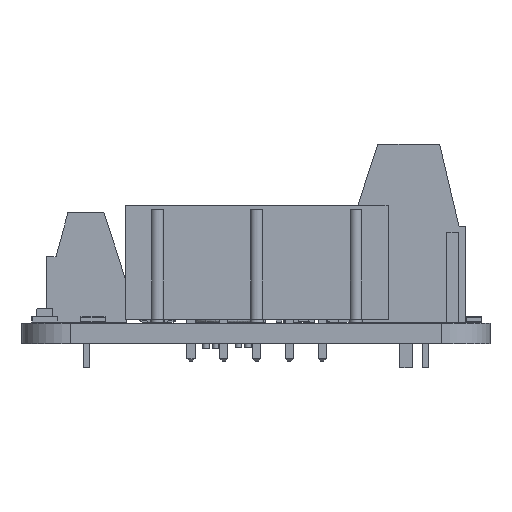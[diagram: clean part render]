
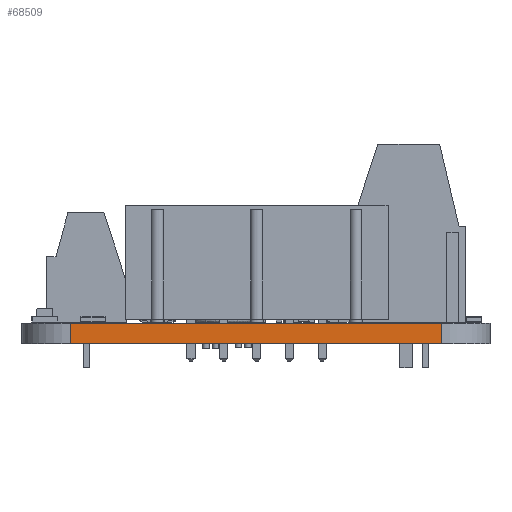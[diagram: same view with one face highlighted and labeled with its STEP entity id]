
A CAD part, left-side view. The second image highlights one B-rep face of the part: STEP entity #68509.
In plain terms, the highlighted planar face has unit normal (-1, 0, 0).
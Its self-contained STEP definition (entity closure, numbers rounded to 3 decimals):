
#64412 = CYLINDRICAL_SURFACE('',#64413,3.75);
#64413 = AXIS2_PLACEMENT_3D('',#64414,#64415,#64416);
#64414 = CARTESIAN_POINT('',(99.25,-67.75,0.));
#64415 = DIRECTION('',(-0.,-0.,-1.));
#64416 = DIRECTION('',(1.,0.,-0.));
#64440 = PLANE('',#64441);
#64441 = AXIS2_PLACEMENT_3D('',#64442,#64443,#64444);
#64442 = CARTESIAN_POINT('',(118.749,-53.375,1.6));
#64443 = DIRECTION('',(0.,0.,1.));
#64444 = DIRECTION('',(1.,0.,-0.));
#64494 = PLANE('',#64495);
#64495 = AXIS2_PLACEMENT_3D('',#64496,#64497,#64498);
#64496 = CARTESIAN_POINT('',(118.749,-53.375,0.));
#64497 = DIRECTION('',(0.,0.,1.));
#64498 = DIRECTION('',(1.,0.,-0.));
#64509 = EDGE_CURVE('',#64510,#64512,#64514,.T.);
#64510 = VERTEX_POINT('',#64511);
#64511 = CARTESIAN_POINT('',(95.5,-67.75,0.));
#64512 = VERTEX_POINT('',#64513);
#64513 = CARTESIAN_POINT('',(95.5,-67.75,1.6));
#64514 = SURFACE_CURVE('',#64515,(#64519,#64526),.PCURVE_S1.);
#64515 = LINE('',#64516,#64517);
#64516 = CARTESIAN_POINT('',(95.5,-67.75,0.));
#64517 = VECTOR('',#64518,1.);
#64518 = DIRECTION('',(0.,0.,1.));
#64519 = PCURVE('',#64412,#64520);
#64520 = DEFINITIONAL_REPRESENTATION('',(#64521),#64525);
#64521 = LINE('',#64522,#64523);
#64522 = CARTESIAN_POINT('',(-3.142,0.));
#64523 = VECTOR('',#64524,1.);
#64524 = DIRECTION('',(-0.,-1.));
#64525 = ( GEOMETRIC_REPRESENTATION_CONTEXT(2) 
PARAMETRIC_REPRESENTATION_CONTEXT() REPRESENTATION_CONTEXT('2D SPACE',''
  ) );
#64526 = PCURVE('',#64527,#64532);
#64527 = PLANE('',#64528);
#64528 = AXIS2_PLACEMENT_3D('',#64529,#64530,#64531);
#64529 = CARTESIAN_POINT('',(95.5,-39.,0.));
#64530 = DIRECTION('',(1.,0.,-0.));
#64531 = DIRECTION('',(0.,-1.,0.));
#64532 = DEFINITIONAL_REPRESENTATION('',(#64533),#64537);
#64533 = LINE('',#64534,#64535);
#64534 = CARTESIAN_POINT('',(28.75,0.));
#64535 = VECTOR('',#64536,1.);
#64536 = DIRECTION('',(0.,-1.));
#64537 = ( GEOMETRIC_REPRESENTATION_CONTEXT(2) 
PARAMETRIC_REPRESENTATION_CONTEXT() REPRESENTATION_CONTEXT('2D SPACE',''
  ) );
#64748 = VERTEX_POINT('',#64749);
#64749 = CARTESIAN_POINT('',(95.5,-39.,0.));
#64764 = CYLINDRICAL_SURFACE('',#64765,3.75);
#64765 = AXIS2_PLACEMENT_3D('',#64766,#64767,#64768);
#64766 = CARTESIAN_POINT('',(99.25,-39.,0.));
#64767 = DIRECTION('',(-0.,-0.,-1.));
#64768 = DIRECTION('',(1.,0.,-0.));
#64776 = EDGE_CURVE('',#64748,#64510,#64777,.T.);
#64777 = SURFACE_CURVE('',#64778,(#64782,#64789),.PCURVE_S1.);
#64778 = LINE('',#64779,#64780);
#64779 = CARTESIAN_POINT('',(95.5,-39.,0.));
#64780 = VECTOR('',#64781,1.);
#64781 = DIRECTION('',(0.,-1.,0.));
#64782 = PCURVE('',#64494,#64783);
#64783 = DEFINITIONAL_REPRESENTATION('',(#64784),#64788);
#64784 = LINE('',#64785,#64786);
#64785 = CARTESIAN_POINT('',(-23.249,14.375));
#64786 = VECTOR('',#64787,1.);
#64787 = DIRECTION('',(0.,-1.));
#64788 = ( GEOMETRIC_REPRESENTATION_CONTEXT(2) 
PARAMETRIC_REPRESENTATION_CONTEXT() REPRESENTATION_CONTEXT('2D SPACE',''
  ) );
#64789 = PCURVE('',#64527,#64790);
#64790 = DEFINITIONAL_REPRESENTATION('',(#64791),#64795);
#64791 = LINE('',#64792,#64793);
#64792 = CARTESIAN_POINT('',(0.,0.));
#64793 = VECTOR('',#64794,1.);
#64794 = DIRECTION('',(1.,0.));
#64795 = ( GEOMETRIC_REPRESENTATION_CONTEXT(2) 
PARAMETRIC_REPRESENTATION_CONTEXT() REPRESENTATION_CONTEXT('2D SPACE',''
  ) );
#66827 = VERTEX_POINT('',#66828);
#66828 = CARTESIAN_POINT('',(95.5,-39.,1.6));
#66850 = EDGE_CURVE('',#66827,#64512,#66851,.T.);
#66851 = SURFACE_CURVE('',#66852,(#66856,#66863),.PCURVE_S1.);
#66852 = LINE('',#66853,#66854);
#66853 = CARTESIAN_POINT('',(95.5,-39.,1.6));
#66854 = VECTOR('',#66855,1.);
#66855 = DIRECTION('',(0.,-1.,0.));
#66856 = PCURVE('',#64440,#66857);
#66857 = DEFINITIONAL_REPRESENTATION('',(#66858),#66862);
#66858 = LINE('',#66859,#66860);
#66859 = CARTESIAN_POINT('',(-23.249,14.375));
#66860 = VECTOR('',#66861,1.);
#66861 = DIRECTION('',(0.,-1.));
#66862 = ( GEOMETRIC_REPRESENTATION_CONTEXT(2) 
PARAMETRIC_REPRESENTATION_CONTEXT() REPRESENTATION_CONTEXT('2D SPACE',''
  ) );
#66863 = PCURVE('',#64527,#66864);
#66864 = DEFINITIONAL_REPRESENTATION('',(#66865),#66869);
#66865 = LINE('',#66866,#66867);
#66866 = CARTESIAN_POINT('',(0.,-1.6));
#66867 = VECTOR('',#66868,1.);
#66868 = DIRECTION('',(1.,0.));
#66869 = ( GEOMETRIC_REPRESENTATION_CONTEXT(2) 
PARAMETRIC_REPRESENTATION_CONTEXT() REPRESENTATION_CONTEXT('2D SPACE',''
  ) );
#68509 = ADVANCED_FACE('',(#68510),#64527,.F.);
#68510 = FACE_BOUND('',#68511,.F.);
#68511 = EDGE_LOOP('',(#68512,#68533,#68534,#68535));
#68512 = ORIENTED_EDGE('',*,*,#68513,.T.);
#68513 = EDGE_CURVE('',#64748,#66827,#68514,.T.);
#68514 = SURFACE_CURVE('',#68515,(#68519,#68526),.PCURVE_S1.);
#68515 = LINE('',#68516,#68517);
#68516 = CARTESIAN_POINT('',(95.5,-39.,0.));
#68517 = VECTOR('',#68518,1.);
#68518 = DIRECTION('',(0.,0.,1.));
#68519 = PCURVE('',#64527,#68520);
#68520 = DEFINITIONAL_REPRESENTATION('',(#68521),#68525);
#68521 = LINE('',#68522,#68523);
#68522 = CARTESIAN_POINT('',(0.,0.));
#68523 = VECTOR('',#68524,1.);
#68524 = DIRECTION('',(0.,-1.));
#68525 = ( GEOMETRIC_REPRESENTATION_CONTEXT(2) 
PARAMETRIC_REPRESENTATION_CONTEXT() REPRESENTATION_CONTEXT('2D SPACE',''
  ) );
#68526 = PCURVE('',#64764,#68527);
#68527 = DEFINITIONAL_REPRESENTATION('',(#68528),#68532);
#68528 = LINE('',#68529,#68530);
#68529 = CARTESIAN_POINT('',(-3.142,0.));
#68530 = VECTOR('',#68531,1.);
#68531 = DIRECTION('',(-0.,-1.));
#68532 = ( GEOMETRIC_REPRESENTATION_CONTEXT(2) 
PARAMETRIC_REPRESENTATION_CONTEXT() REPRESENTATION_CONTEXT('2D SPACE',''
  ) );
#68533 = ORIENTED_EDGE('',*,*,#66850,.T.);
#68534 = ORIENTED_EDGE('',*,*,#64509,.F.);
#68535 = ORIENTED_EDGE('',*,*,#64776,.F.);
